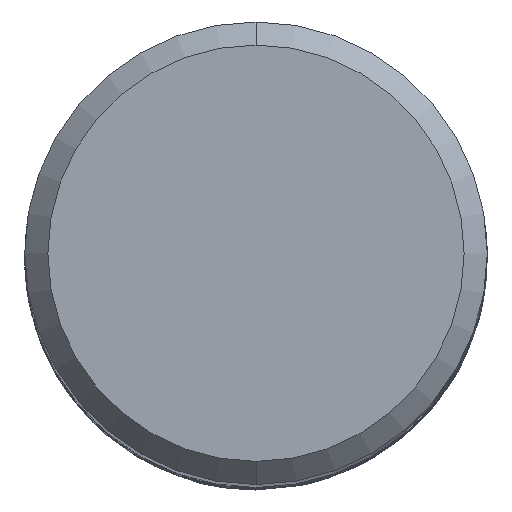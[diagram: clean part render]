
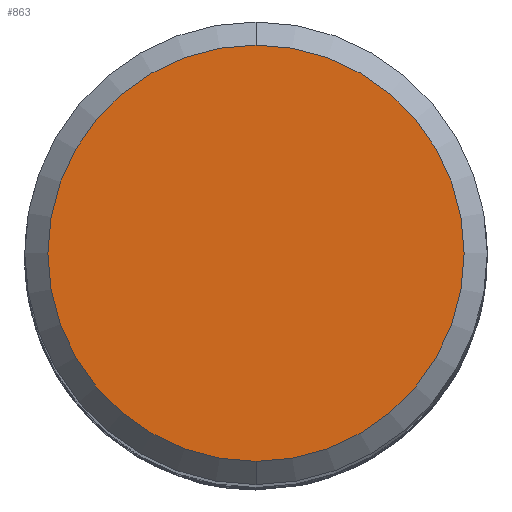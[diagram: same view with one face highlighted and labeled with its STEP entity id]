
A CAD part, top view. The second image highlights one B-rep face of the part: STEP entity #863.
In plain terms, the highlighted planar face has unit normal (0, 0, 1).
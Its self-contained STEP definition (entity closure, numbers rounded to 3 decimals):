
#841=VERTEX_POINT('',#2324);
#863=ADVANCED_FACE('',(#2347),#2348,.T.);
#1129=EDGE_CURVE('',#841,#2033,#2645,.T.);
#1855=EDGE_CURVE('',#2033,#841,#3438,.T.);
#2033=VERTEX_POINT('',#3626);
#2324=CARTESIAN_POINT('',(0.0,7.2,0.0));
#2347=FACE_OUTER_BOUND('',#5725,.T.);
#2348=PLANE('',#5726);
#2645=CIRCLE('',#10989,7.2);
#3438=CIRCLE('',#23711,7.2);
#3626=CARTESIAN_POINT('',(0.,-7.2,0.0));
#5725=EDGE_LOOP('',(#30747,#30748));
#5726=AXIS2_PLACEMENT_3D('',#30749,#30750,#30751);
#10989=AXIS2_PLACEMENT_3D('',#31109,#31110,#31111);
#23711=AXIS2_PLACEMENT_3D('',#31907,#31908,#31909);
#30747=ORIENTED_EDGE('',*,*,#1129,.F.);
#30748=ORIENTED_EDGE('',*,*,#1855,.F.);
#30749=CARTESIAN_POINT('',(0.0,3.6,0.0));
#30750=DIRECTION('',(-0.0,0.0,1.0));
#30751=DIRECTION('',(0.0,-1.0,0.0));
#31109=CARTESIAN_POINT('',(0.0,0.0,0.0));
#31110=DIRECTION('',(0.0,0.0,-1.0));
#31111=DIRECTION('',(0.0,1.0,0.0));
#31907=CARTESIAN_POINT('',(0.0,0.0,0.0));
#31908=DIRECTION('',(0.0,0.0,-1.0));
#31909=DIRECTION('',(0.0,1.0,0.0));
